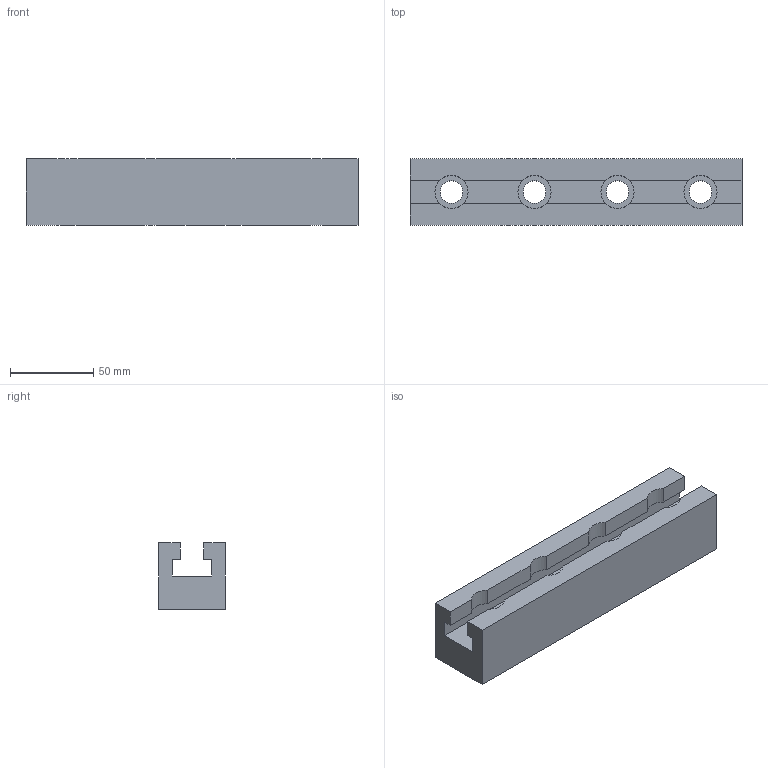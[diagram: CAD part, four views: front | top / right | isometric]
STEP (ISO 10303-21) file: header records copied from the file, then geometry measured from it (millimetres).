
FILE_DESCRIPTION(('STEP AP214'),'1');
FILE_NAME(' ',' ',('TraceParts'),('TraceParts S.A.'),'XStep 1.0',' ',' ');
FILE_SCHEMA(('automotive_design'));
Length unit declared in the file: millimetre
Products named in the file (1): 1
Bounding box: 200 x 40 x 40 mm (x, y, z)
Volume: 223597.8 mm3; surface area: 48978.1 mm2
Topology: 1 solids, 1 shells, 50 faces, 132 edges, 88 vertices
Faces by surface type: plane 26, cylinder 24
Entity records: 3104 total; most frequent: DIRECTION 282, STYLED_ITEM 271, PRESENTATION_STYLE_ASSIGNMENT 271, CARTESIAN_POINT 271, COLOUR_RGB 271, ORIENTED_EDGE 264, EDGE_CURVE 132, CURVE_STYLE 132
